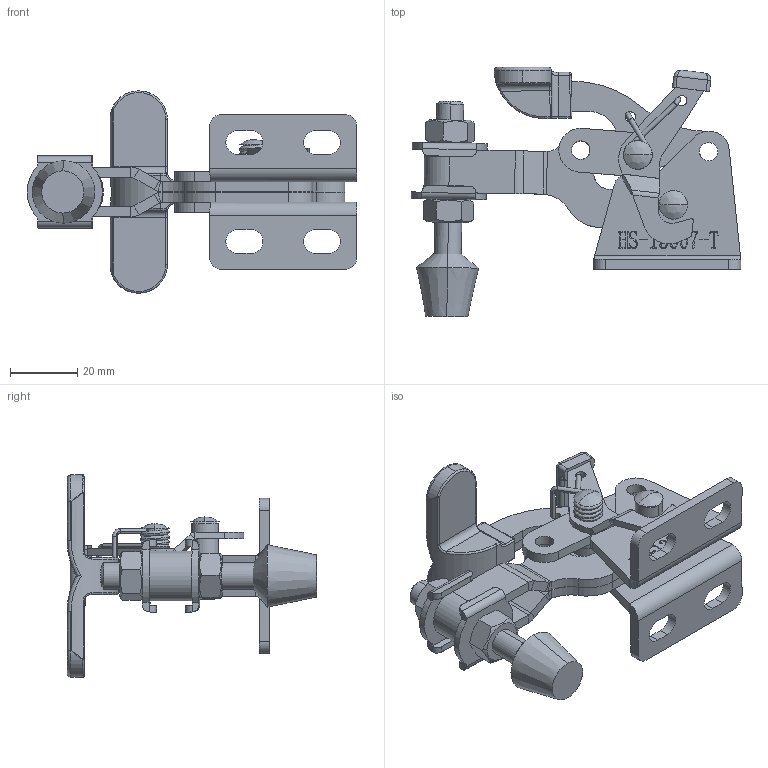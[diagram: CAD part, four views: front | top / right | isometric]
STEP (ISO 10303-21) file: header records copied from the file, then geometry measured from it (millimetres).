
FILE_DESCRIPTION (( 'STEP AP203' ), '1' );
FILE_NAME ('HS-13007-T.STEP', '2019-10-12T06:20:17', ( '微软用户' ), ( '微软中国' ), 'SwSTEP 2.0', 'SolidWorks 2012', '' );
FILE_SCHEMA (( 'CONFIG_CONTROL_DESIGN' ));
Length unit declared in the file: millimetre
Products named in the file (16): HS-13007-T; unified hexagon bolt_as-nzs_AS-NZS 2465 Bolt - 0.3125-18 x 2-C; 蝶芛; hex nuts, style 1-grades ab gb_GB_FASTENER_NUT_SNAB1 M8-N; FW-516; 酗隊; 赻坶諶; 粟銅; 酗隊1; 階杶; HS-13007忒梟; HS-13007忒參; HS-13007衵菁釱; HS-13007酘菁釱; HS-13007蟀裝; HS-13007揤參
Assembly tree (19 placements, depth 2):
  HS-13007-T
    HS-13007揤參
    HS-13007蟀裝  x2
    HS-13007酘菁釱
    HS-13007衵菁釱
    HS-13007忒參
    HS-13007忒梟  x2
    階杶
    酗隊1
    粟銅
    赻坶諶
    酗隊
    FW-516  x2
    hex nuts, style 1-grades ab gb_GB_FASTENER_NUT_SNAB1 M8-N  x2
    蝶芛
    unified hexagon bolt_as-nzs_AS-NZS 2465 Bolt - 0.3125-18 x 2-C
Bounding box: 97.69 x 74.02 x 60 mm (x, y, z)
Volume: 40662.4 mm3; surface area: 34086.7 mm2
Topology: 18 solids, 19 shells, 898 faces, 2283 edges, 1434 vertices
Faces by surface type: plane 409, cylinder 219, bspline 203, cone 36, torus 25, sphere 6
Entity records: 36145 total; most frequent: CARTESIAN_POINT 15529, ORIENTED_EDGE 4172, DIRECTION 3426, EDGE_CURVE 2088, VERTEX_POINT 1318, VECTOR 1212, LINE 1212, AXIS2_PLACEMENT_3D 1107
